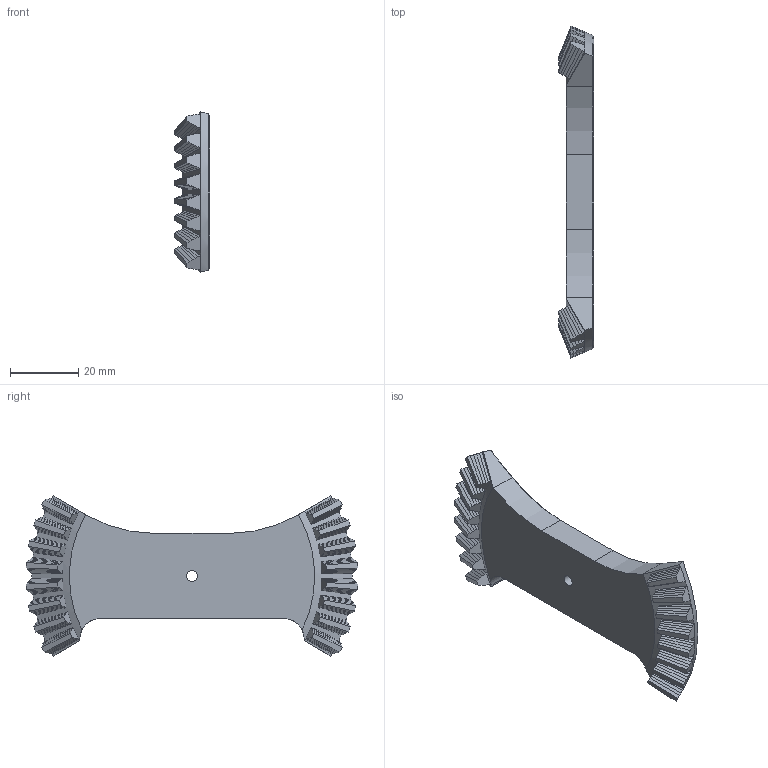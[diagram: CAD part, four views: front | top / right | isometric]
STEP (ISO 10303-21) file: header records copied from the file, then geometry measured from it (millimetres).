
FILE_DESCRIPTION(/* description */ ('STEP AP242','CAx-IF Rec.Pracs.---Representation and Presentation of Product Manufacturing Information (PMI)---4.0---2014-10-13','CAx-IF Rec.Pracs.---3D Tessellated Geometry---0.4---2014-09-14','2;1'),/* implementation_level */ '2;1');
FILE_NAME(/* name */ '6262823f4fc8d629c9fa25ec',/* time_stamp */ '2022-04-22T10:24:00+00:00',/* author */ (''),/* organization */ (''),/* preprocessor_version */ 'ST-DEVELOPER v18.101',/* originating_system */ ' ',/* authorisation */ ' ');
FILE_SCHEMA (('AP242_MANAGED_MODEL_BASED_3D_ENGINEERING_MIM_LF { 1 0 10303 442 1 1 4 }'));
Length unit declared in the file: metre
Products named in the file (1): largebevelgear_v2
Bounding box: 10.34 x 97.42 x 47 mm (x, y, z)
Volume: 21704.5 mm3; surface area: 8531.5 mm2
Topology: 1 solids, 1 shells, 274 faces, 790 edges, 518 vertices
Faces by surface type: plane 258, cone 11, cylinder 5
Full cylindrical faces by diameter (mm): 3.3 x1
Entity records: 8936 total; most frequent: CARTESIAN_POINT 1843, ORIENTED_EDGE 1574, DIRECTION 1324, EDGE_CURVE 787, LINE 624, VECTOR 624, VERTEX_POINT 517, AXIS2_PLACEMENT_3D 350
